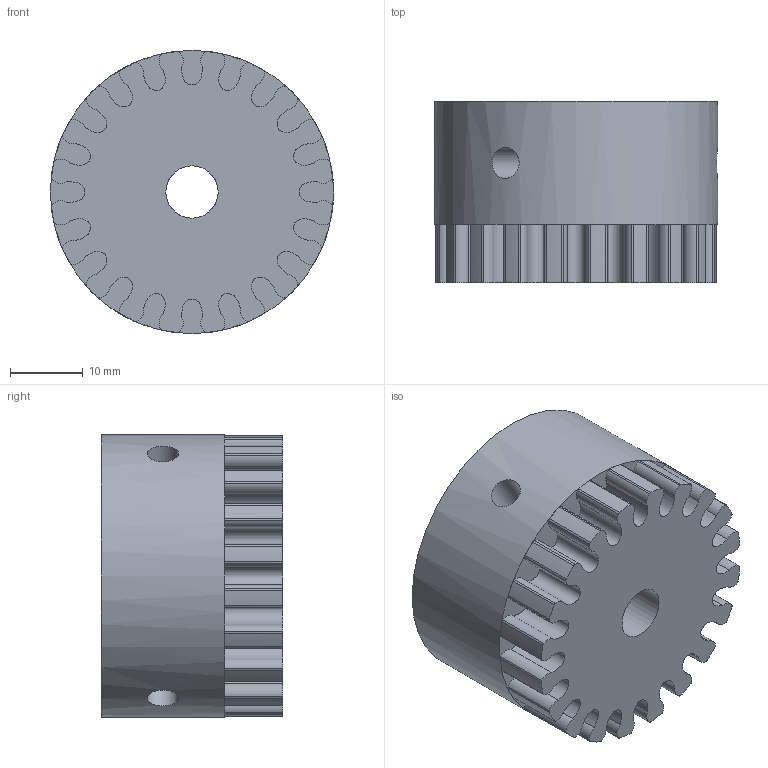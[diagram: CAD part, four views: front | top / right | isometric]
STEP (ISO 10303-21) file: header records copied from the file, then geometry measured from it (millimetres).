
FILE_DESCRIPTION(('FreeCAD Model'),'2;1');
FILE_NAME('Open CASCADE Shape Model','2022-09-25T15:20:41',('Jens Dyvik' ),('DyvikDesign'),'Open CASCADE STEP processor 7.6','FreeCAD', 'Unknown');
FILE_SCHEMA(('AUTOMOTIVE_DESIGN { 1 0 10303 214 1 1 1 1 }'));
Length unit declared in the file: millimetre
Products named in the file (1): Pinion
Bounding box: 39 x 25 x 39 mm (x, y, z)
Volume: 26236.6 mm3; surface area: 7676.8 mm2
Topology: 1 solids, 1 shells, 128 faces, 421 edges, 294 vertices
Faces by surface type: cylinder 65, bspline 40, offset 20, plane 3
Full cylindrical faces by diameter (mm): 4.3 x3, 7.2 x1, 39 x1
Entity records: 13887 total; most frequent: CARTESIAN_POINT 9802, ORIENTED_EDGE 842, DIRECTION 471, EDGE_CURVE 421, VERTEX_POINT 294, B_SPLINE_CURVE_WITH_KNOTS 252, AXIS2_PLACEMENT_3D 233, CIRCLE 164
